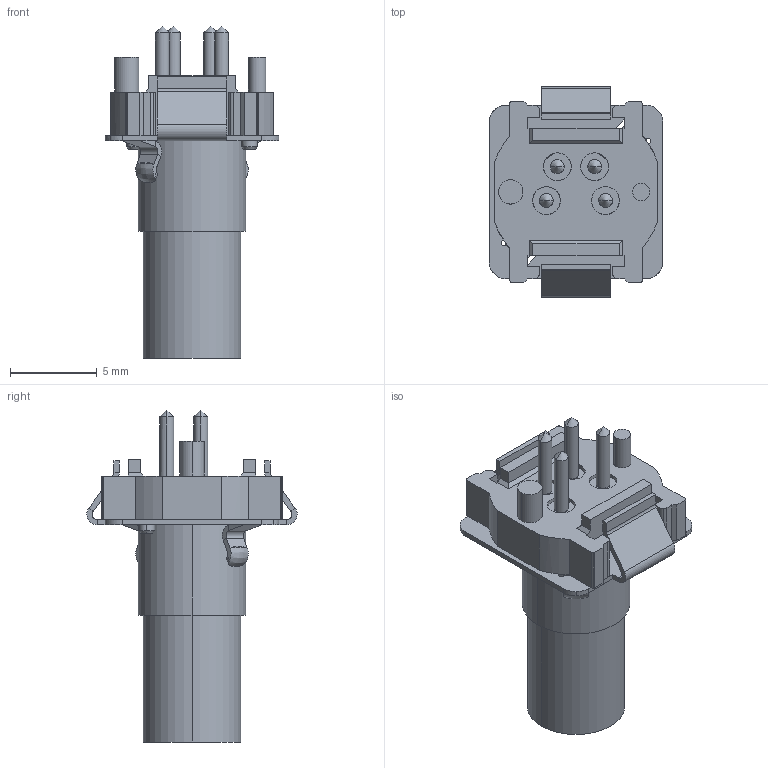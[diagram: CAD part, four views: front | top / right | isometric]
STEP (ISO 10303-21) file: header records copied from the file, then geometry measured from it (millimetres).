
FILE_DESCRIPTION(('CATIA V5R24 STEP','CAx-IF Rec.Pracs.--- Model Styling and Organization---1.2---2011-12-15'),'2;1');
FILE_NAME ('D1461929_0', '2017-05-02T13:09:31+00:00', ('Weidmueller Interface'), ('Weidmueller'), 'CATIA Version 5-6 Release 2014 SP4 HF52', 'CATIA V5 STEP AP214', 'none');
FILE_SCHEMA(('AUTOMOTIVE_DESIGN { 1 0 10303 214 1 1 1 1 }'));
Length unit declared in the file: millimetre
Products named in the file (1): 2423940000
Bounding box: 10 x 12.1 x 19.1 mm (x, y, z)
Volume: 570.1 mm3; surface area: 903.4 mm2
Topology: 2 solids, 10 shells, 355 faces, 871 edges, 543 vertices
Faces by surface type: plane 161, cylinder 150, cone 28, bspline 16
Entity records: 11035 total; most frequent: CARTESIAN_POINT 3135, ORIENTED_EDGE 1718, DIRECTION 1377, EDGE_CURVE 859, AXIS2_PLACEMENT_3D 558, VERTEX_POINT 543, VECTOR 490, LINE 490
